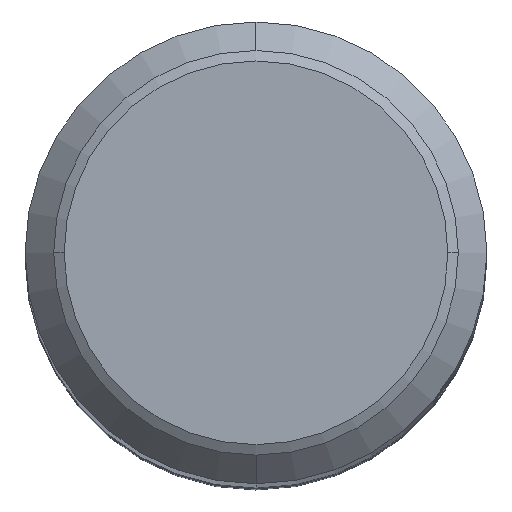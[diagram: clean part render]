
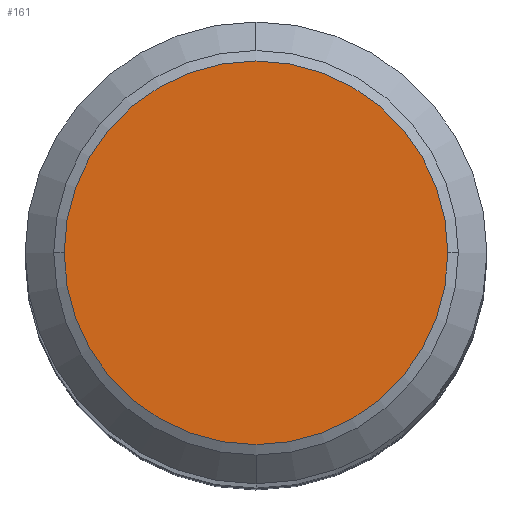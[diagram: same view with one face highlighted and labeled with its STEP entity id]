
A CAD part, top view. The second image highlights one B-rep face of the part: STEP entity #161.
In plain terms, the highlighted planar face has unit normal (0, 0, 1).
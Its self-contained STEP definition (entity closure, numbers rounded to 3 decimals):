
#161=ADVANCED_FACE('',(#355),#356,.T.);
#171=EDGE_CURVE('',#191,#207,#367,.T.);
#179=EDGE_CURVE('',#207,#191,#375,.T.);
#191=VERTEX_POINT('',#389);
#207=VERTEX_POINT('',#407);
#355=FACE_OUTER_BOUND('',#577,.T.);
#356=PLANE('',#578);
#367=CIRCLE('',#591,3.323);
#375=CIRCLE('',#602,3.323);
#389=CARTESIAN_POINT('',(3.323,0.,52.6));
#407=CARTESIAN_POINT('',(-3.323,0.,52.6));
#577=EDGE_LOOP('',(#825,#826));
#578=AXIS2_PLACEMENT_3D('',#827,#828,#829);
#591=AXIS2_PLACEMENT_3D('',#842,#843,#844);
#602=AXIS2_PLACEMENT_3D('',#851,#852,#853);
#825=ORIENTED_EDGE('',*,*,#179,.T.);
#826=ORIENTED_EDGE('',*,*,#171,.T.);
#827=CARTESIAN_POINT('',(0.,-1.7,52.6));
#828=DIRECTION('',(0.0,0.0,1.0));
#829=DIRECTION('',(0.,-1.0,0.0));
#842=CARTESIAN_POINT('',(0.,0.0,52.6));
#843=DIRECTION('',(0.0,0.0,1.0));
#844=DIRECTION('',(-1.0,0.,0.0));
#851=CARTESIAN_POINT('',(0.,0.0,52.6));
#852=DIRECTION('',(0.0,0.0,1.0));
#853=DIRECTION('',(-1.0,0.,0.0));
